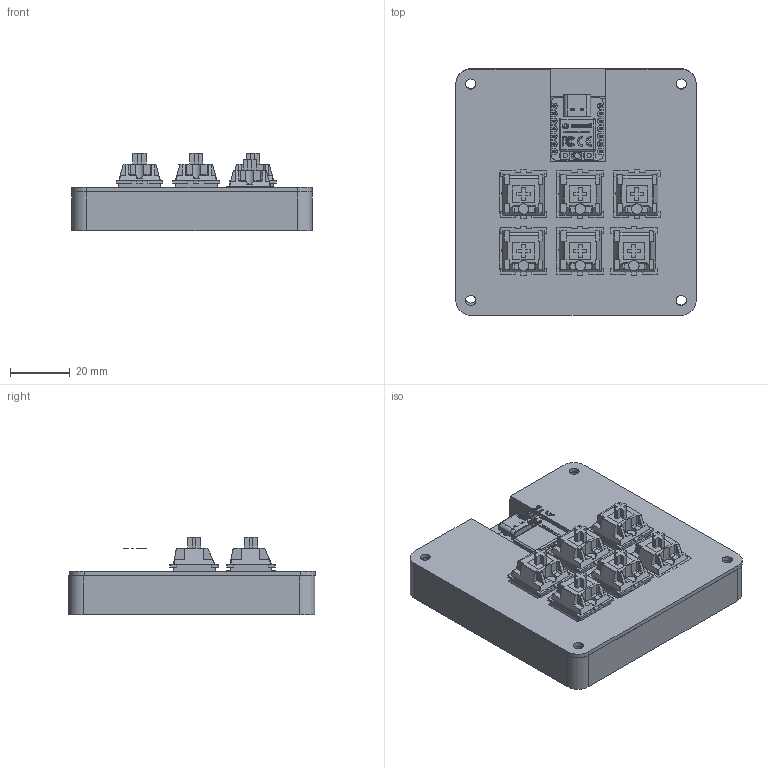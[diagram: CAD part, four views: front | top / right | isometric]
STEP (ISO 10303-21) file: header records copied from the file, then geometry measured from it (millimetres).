
FILE_DESCRIPTION(/* description */ ('KiCad electronic assembly','CAx-IF Rec.Pracs.---Representation and Presentation of Product Manufacturing Information (PMI)---4.0---2014-10-13'),/* implementation_level */ '2;1');
FILE_NAME(/* name */ '6keyKeeb v2.step',/* time_stamp */ '2025-02-16T00:30:38-08:00',/* author */ (''),/* organization */ (''),/* preprocessor_version */ 'ST-DEVELOPER v20',/* originating_system */ 'Autodesk Translation Framework v13.20.0.188',/* authorisation */ '');
FILE_SCHEMA (('AP242_MANAGED_MODEL_BASED_3D_ENGINEERING_MIM_LF { 1 0 10303 442 1 1 4 }'));
Products named in the file (20): 6keyKeeb 1; _autosave-6keyKeeb_PCB; top; top_1; bot; devxiexie KEEB; cherry mx v28; Component1; Component2; Seeed Studio XIAO RP2040; main; type-c v2; smd_button v3; SK6805-2.4x2.7 v1; Shell; DOUT; DIN; VSS; VDD; smd_button v3(Mirror)
Assembly tree (24 placements, depth 5):
  6keyKeeb 1
    _autosave-6keyKeeb_PCB
    top
      top_1
    bot
      devxiexie KEEB
    cherry mx v28  x6
      Component1
      Component2
    Seeed Studio XIAO RP2040
      main
        type-c v2
        smd_button v3
        SK6805-2.4x2.7 v1
          Shell
          DOUT
          DIN
          VSS
          VDD
        smd_button v3(Mirror)
Bounding box: 80.61 x 82.78 x 25.93 mm (x, y, z)
Volume: 69516.6 mm3; surface area: 51752 mm2
Topology: 134 solids, 134 shells, 2516 faces, 6460 edges, 4248 vertices
Faces by surface type: plane 1694, cylinder 387, bspline 377, cone 24, sphere 22, torus 12
Full cylindrical faces by diameter (mm): 0.4 x1, 0.5 x2, 0.8 x14, 0.889 x14, 1.5 x14, 1.6 x12, 1.7 x12, 2 x1, 3.4 x8, 3.85 x6, 4 x6, 6 x4
Entity records: 60526 total; most frequent: CARTESIAN_POINT 15681, ORIENTED_EDGE 9674, DIRECTION 7797, EDGE_CURVE 4837, LINE 3469, VECTOR 3469, VERTEX_POINT 3188, AXIS2_PLACEMENT_3D 2164
